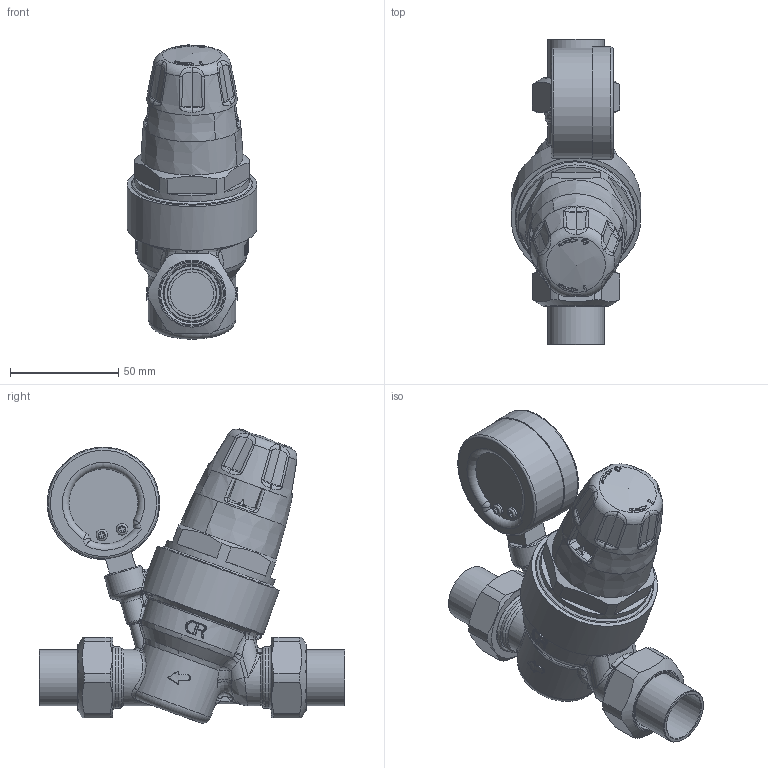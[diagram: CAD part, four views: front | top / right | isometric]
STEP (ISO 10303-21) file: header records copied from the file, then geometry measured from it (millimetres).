
FILE_DESCRIPTION(/* description */ (''),/* implementation_level */ '2;1');
FILE_NAME(/* name */ '535951HA_Simplify_1.stp',/* time_stamp */ '2025-08-18T15:46:41-05:00',/* author */ ('ischreiner'),/* organization */ (''),/* preprocessor_version */ 'ST-DEVELOPER v20',/* originating_system */ 'Autodesk Inventor 2025',/* authorisation */ '');
FILE_SCHEMA (('AUTOMOTIVE_DESIGN { 1 0 10303 214 3 1 1 }'));
Length unit declared in the file: inch
Products named in the file (1): 535951HA_Simplify_1
Bounding box: 59.99 x 141 x 135.88 mm (x, y, z)
Volume: 336973.3 mm3; surface area: 58947.8 mm2
Topology: 6 solids, 6 shells, 878 faces, 2189 edges, 1330 vertices
Faces by surface type: bspline 332, plane 194, cylinder 191, torus 82, cone 40, sphere 39
Full cylindrical faces by diameter (mm): 1.089 x2, 2.723 x1, 3.81 x1, 5.3 x2, 7.95 x1, 10.16 x1, 18 x1, 20.015 x2, 22.352 x2, 25.984 x2, 26 x1, 26.924 x2, 28.5 x2, 29.794 x2, 30.302 x2, 33.1 x2, 44 x1, 51 x1, 52 x1, 53 x1, 60 x1
Entity records: 49155 total; most frequent: CARTESIAN_POINT 28967, ORIENTED_EDGE 4320, DIRECTION 3624, EDGE_CURVE 2160, AXIS2_PLACEMENT_3D 1566, VERTEX_POINT 1330, EDGE_LOOP 922, STYLED_ITEM 884
